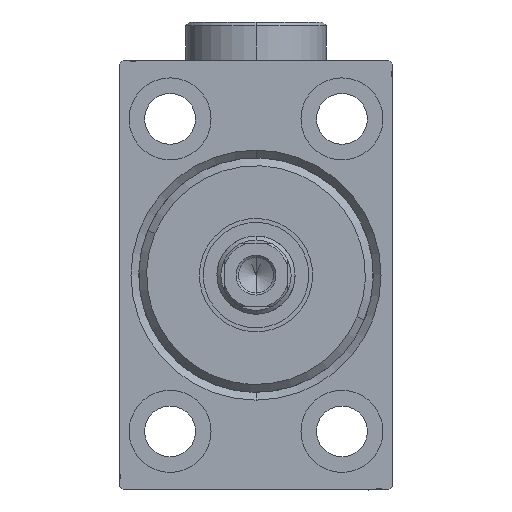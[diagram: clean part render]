
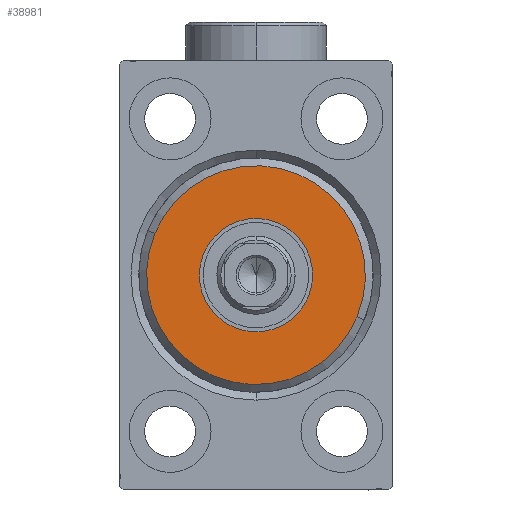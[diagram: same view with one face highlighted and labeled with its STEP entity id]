
A CAD part, left-side view. The second image highlights one B-rep face of the part: STEP entity #38981.
In plain terms, the highlighted face is planar.
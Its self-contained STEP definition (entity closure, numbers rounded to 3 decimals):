
#76 = VERTEX_POINT ( 'NONE', #22452 ) ;
#1048 = AXIS2_PLACEMENT_3D ( 'NONE', #6096, #16617, #29893 ) ;
#1340 = DIRECTION ( 'NONE',  ( 0., 0., -1. ) ) ;
#2040 = CARTESIAN_POINT ( 'NONE',  ( 3., 0., 7.25 ) ) ;
#2868 = CARTESIAN_POINT ( 'NONE',  ( 3., 0., 14. ) ) ;
#3273 = ORIENTED_EDGE ( 'NONE', *, *, #44357, .T. ) ;
#4539 = CARTESIAN_POINT ( 'NONE',  ( 3., 0., -7.25 ) ) ;
#4962 = CARTESIAN_POINT ( 'NONE',  ( 3., 0., 0. ) ) ;
#6096 = CARTESIAN_POINT ( 'NONE',  ( 3., 0., 0. ) ) ;
#9662 = PLANE ( 'NONE',  #39112 ) ;
#10108 = FACE_OUTER_BOUND ( 'NONE', #20833, .T. ) ;
#14298 = AXIS2_PLACEMENT_3D ( 'NONE', #27533, #37584, #16122 ) ;
#15209 = AXIS2_PLACEMENT_3D ( 'NONE', #4962, #29654, #32174 ) ;
#16122 = DIRECTION ( 'NONE',  ( 0., 0., -1. ) ) ;
#16617 = DIRECTION ( 'NONE',  ( 1., 0., 0. ) ) ;
#18605 = AXIS2_PLACEMENT_3D ( 'NONE', #19164, #32665, #1340 ) ;
#19164 = CARTESIAN_POINT ( 'NONE',  ( 3., 0., 0. ) ) ;
#20402 = DIRECTION ( 'NONE',  ( 0., 0., -1. ) ) ;
#20793 = VERTEX_POINT ( 'NONE', #2040 ) ;
#20833 = EDGE_LOOP ( 'NONE', ( #35832, #3273 ) ) ;
#21908 = EDGE_CURVE ( 'NONE', #43640, #76, #40473, .T. ) ;
#22452 = CARTESIAN_POINT ( 'NONE',  ( 3., 0., -14. ) ) ;
#26173 = CIRCLE ( 'NONE', #15209, 14. ) ;
#27533 = CARTESIAN_POINT ( 'NONE',  ( 3., 0., 0. ) ) ;
#28164 = CIRCLE ( 'NONE', #14298, 7.25 ) ;
#29146 = ORIENTED_EDGE ( 'NONE', *, *, #33467, .F. ) ;
#29654 = DIRECTION ( 'NONE',  ( 1., 0., 0. ) ) ;
#29893 = DIRECTION ( 'NONE',  ( 0., 0., -1. ) ) ;
#30848 = EDGE_CURVE ( 'NONE', #20793, #42366, #30999, .T. ) ;
#30999 = CIRCLE ( 'NONE', #18605, 7.25 ) ;
#32174 = DIRECTION ( 'NONE',  ( 0., 0., -1. ) ) ;
#32665 = DIRECTION ( 'NONE',  ( 1., 0., 0. ) ) ;
#33467 = EDGE_CURVE ( 'NONE', #42366, #20793, #28164, .T. ) ;
#34450 = ORIENTED_EDGE ( 'NONE', *, *, #30848, .F. ) ;
#35832 = ORIENTED_EDGE ( 'NONE', *, *, #21908, .T. ) ;
#37313 = DIRECTION ( 'NONE',  ( 1., 0., 0. ) ) ;
#37584 = DIRECTION ( 'NONE',  ( 1., 0., 0. ) ) ;
#38220 = CARTESIAN_POINT ( 'NONE',  ( 3., 0., 0. ) ) ;
#38981 = ADVANCED_FACE ( 'NONE', ( #10108, #40985 ), #9662, .T. ) ;
#39112 = AXIS2_PLACEMENT_3D ( 'NONE', #38220, #37313, #20402 ) ;
#40473 = CIRCLE ( 'NONE', #1048, 14. ) ;
#40985 = FACE_BOUND ( 'NONE', #41921, .T. ) ;
#41921 = EDGE_LOOP ( 'NONE', ( #29146, #34450 ) ) ;
#42366 = VERTEX_POINT ( 'NONE', #4539 ) ;
#43640 = VERTEX_POINT ( 'NONE', #2868 ) ;
#44357 = EDGE_CURVE ( 'NONE', #76, #43640, #26173, .T. ) ;
